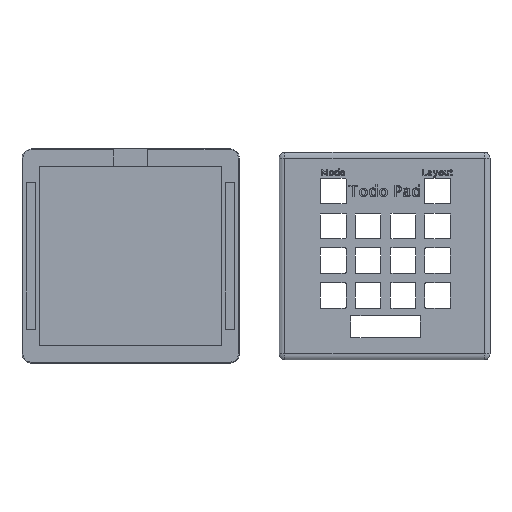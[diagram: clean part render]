
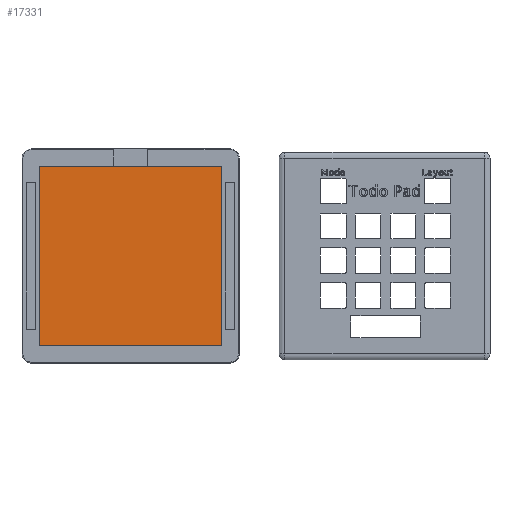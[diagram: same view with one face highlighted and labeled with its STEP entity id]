
A CAD part, top view. The second image highlights one B-rep face of the part: STEP entity #17331.
In plain terms, the highlighted planar face has unit normal (0, 0, 1).
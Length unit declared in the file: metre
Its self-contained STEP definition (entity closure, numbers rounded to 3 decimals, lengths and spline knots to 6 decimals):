
#1751=LINE('',#29722,#3162);
#1756=LINE('',#29732,#3167);
#1759=LINE('',#29737,#3170);
#1761=LINE('',#29741,#3172);
#3162=VECTOR('',#23728,1.);
#3167=VECTOR('',#23735,1.);
#3170=VECTOR('',#23740,1.);
#3172=VECTOR('',#23744,1.);
#8597=ORIENTED_EDGE('',*,*,#11931,.F.);
#8598=ORIENTED_EDGE('',*,*,#11926,.T.);
#8599=ORIENTED_EDGE('',*,*,#11936,.T.);
#8600=ORIENTED_EDGE('',*,*,#11934,.F.);
#11926=EDGE_CURVE('',#13914,#13915,#1751,.T.);
#11931=EDGE_CURVE('',#13914,#13918,#1756,.T.);
#11934=EDGE_CURVE('',#13918,#13919,#1759,.T.);
#11936=EDGE_CURVE('',#13915,#13919,#1761,.T.);
#13914=VERTEX_POINT('',#29723);
#13915=VERTEX_POINT('',#29724);
#13918=VERTEX_POINT('',#29733);
#13919=VERTEX_POINT('',#29738);
#15063=EDGE_LOOP('',(#8597,#8598,#8599,#8600));
#16076=FACE_BOUND('',#15063,.T.);
#16572=PLANE('',#19155);
#17331=ADVANCED_FACE('',(#16076),#16572,.T.);
#19155=AXIS2_PLACEMENT_3D('',#29748,#23750,#23751);
#23728=DIRECTION('',(0.,-1.,0.));
#23735=DIRECTION('',(1.,0.,0.));
#23740=DIRECTION('',(0.,-1.,0.));
#23744=DIRECTION('',(1.,0.,0.));
#23750=DIRECTION('',(0.,0.,1.));
#23751=DIRECTION('',(1.,0.,0.));
#29722=CARTESIAN_POINT('',(-0.050006,0.,0.003));
#29723=CARTESIAN_POINT('',(-0.050006,0.049125,0.003));
#29724=CARTESIAN_POINT('',(-0.050006,-0.049125,0.003));
#29732=CARTESIAN_POINT('',(0.,0.049125,0.003));
#29733=CARTESIAN_POINT('',(0.050006,0.049125,0.003));
#29737=CARTESIAN_POINT('',(0.050006,0.,0.003));
#29738=CARTESIAN_POINT('',(0.050006,-0.049125,0.003));
#29741=CARTESIAN_POINT('',(0.,-0.049125,0.003));
#29748=CARTESIAN_POINT('',(0.,0.,0.003));
